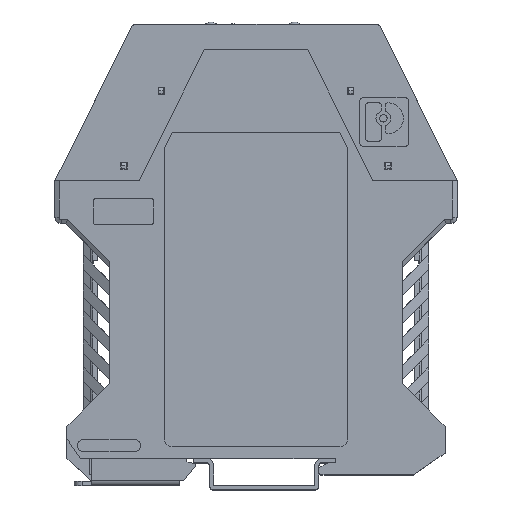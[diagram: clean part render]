
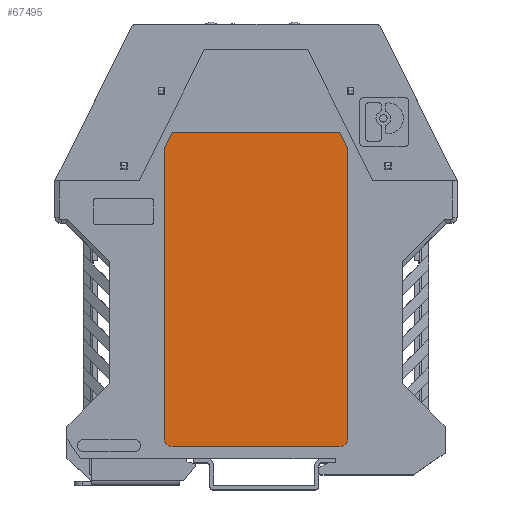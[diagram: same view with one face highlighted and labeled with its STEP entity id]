
A CAD part, top view. The second image highlights one B-rep face of the part: STEP entity #67495.
In plain terms, the highlighted planar face has unit normal (0, 0, 1).
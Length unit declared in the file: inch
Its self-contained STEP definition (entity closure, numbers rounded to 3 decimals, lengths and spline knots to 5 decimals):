
#1106 = VERTEX_POINT ( 'NONE', #3655 ) ;
#3655 = CARTESIAN_POINT ( 'NONE',  ( 0.89173, 3.3189, 0.43701 ) ) ;
#5394 = CIRCLE ( 'NONE', #17524, 0.07874 ) ;
#6198 = VECTOR ( 'NONE', #14878, 39.37008 ) ;
#6230 = ORIENTED_EDGE ( 'NONE', *, *, #69727, .T. ) ;
#6386 = FACE_OUTER_BOUND ( 'NONE', #26955, .T. ) ;
#11570 = LINE ( 'NONE', #68355, #77552 ) ;
#12058 = VECTOR ( 'NONE', #77474, 39.37008 ) ;
#12692 = CARTESIAN_POINT ( 'NONE',  ( 0.81299, 3.47638, 0.43701 ) ) ;
#13474 = EDGE_CURVE ( 'NONE', #34948, #46796, #50292, .T. ) ;
#13748 = CARTESIAN_POINT ( 'NONE',  ( 0.89173, 0.51181, 0.43701 ) ) ;
#14470 = VECTOR ( 'NONE', #29952, 39.37008 ) ;
#14878 = DIRECTION ( 'NONE',  ( -0.447, 0.894, 0. ) ) ;
#15156 = CARTESIAN_POINT ( 'NONE',  ( 0.89173, 3.3189, 0.43701 ) ) ;
#16514 = EDGE_CURVE ( 'NONE', #1106, #30629, #25174, .T. ) ;
#17441 = DIRECTION ( 'NONE',  ( 0., 0., 1. ) ) ;
#17524 = AXIS2_PLACEMENT_3D ( 'NONE', #19385, #64112, #25834 ) ;
#17840 = LINE ( 'NONE', #48653, #66814 ) ;
#18668 = CARTESIAN_POINT ( 'NONE',  ( -0.81299, 3.47638, 0.43701 ) ) ;
#19328 = CARTESIAN_POINT ( 'NONE',  ( -0.89173, 3.3189, 0.43701 ) ) ;
#19385 = CARTESIAN_POINT ( 'NONE',  ( -0.81299, 0.51181, 0.43701 ) ) ;
#21491 = PLANE ( 'NONE',  #76122 ) ;
#23383 = VERTEX_POINT ( 'NONE', #80455 ) ;
#23492 = CARTESIAN_POINT ( 'NONE',  ( -0.89173, 3.3189, 0.43701 ) ) ;
#24028 = CARTESIAN_POINT ( 'NONE',  ( 0.81299, 0.43307, 0.43701 ) ) ;
#25174 = LINE ( 'NONE', #15156, #6198 ) ;
#25510 = ORIENTED_EDGE ( 'NONE', *, *, #66247, .T. ) ;
#25834 = DIRECTION ( 'NONE',  ( 1., 0., 0. ) ) ;
#26955 = EDGE_LOOP ( 'NONE', ( #53722, #38651, #60928, #75749, #46771, #25510, #34341, #6230 ) ) ;
#27942 = DIRECTION ( 'NONE',  ( 0., 0., 1. ) ) ;
#29952 = DIRECTION ( 'NONE',  ( 0., -1., 0. ) ) ;
#30629 = VERTEX_POINT ( 'NONE', #12692 ) ;
#34341 = ORIENTED_EDGE ( 'NONE', *, *, #13474, .T. ) ;
#34948 = VERTEX_POINT ( 'NONE', #24028 ) ;
#38651 = ORIENTED_EDGE ( 'NONE', *, *, #54484, .T. ) ;
#44669 = EDGE_CURVE ( 'NONE', #23383, #59886, #5394, .T. ) ;
#46771 = ORIENTED_EDGE ( 'NONE', *, *, #44669, .T. ) ;
#46796 = VERTEX_POINT ( 'NONE', #57240 ) ;
#46938 = CARTESIAN_POINT ( 'NONE',  ( 0.25455, 3.3053, 0.43701 ) ) ;
#48653 = CARTESIAN_POINT ( 'NONE',  ( 0.81299, 3.47638, 0.43701 ) ) ;
#48670 = LINE ( 'NONE', #78271, #63660 ) ;
#50013 = DIRECTION ( 'NONE',  ( -1., 0., 0. ) ) ;
#50031 = AXIS2_PLACEMENT_3D ( 'NONE', #55725, #17441, #62156 ) ;
#50292 = CIRCLE ( 'NONE', #50031, 0.07874 ) ;
#52843 = DIRECTION ( 'NONE',  ( -0.447, -0.894, 0. ) ) ;
#53722 = ORIENTED_EDGE ( 'NONE', *, *, #16514, .T. ) ;
#54484 = EDGE_CURVE ( 'NONE', #30629, #80976, #17840, .T. ) ;
#55725 = CARTESIAN_POINT ( 'NONE',  ( 0.81299, 0.51181, 0.43701 ) ) ;
#57240 = CARTESIAN_POINT ( 'NONE',  ( 0.89173, 0.51181, 0.43701 ) ) ;
#57386 = VERTEX_POINT ( 'NONE', #19328 ) ;
#57788 = EDGE_CURVE ( 'NONE', #57386, #23383, #65469, .T. ) ;
#59886 = VERTEX_POINT ( 'NONE', #64515 ) ;
#60928 = ORIENTED_EDGE ( 'NONE', *, *, #63305, .T. ) ;
#62156 = DIRECTION ( 'NONE',  ( 1., 0., 0. ) ) ;
#63305 = EDGE_CURVE ( 'NONE', #80976, #57386, #48670, .T. ) ;
#63660 = VECTOR ( 'NONE', #52843, 39.37008 ) ;
#64112 = DIRECTION ( 'NONE',  ( 0., 0., 1. ) ) ;
#64515 = CARTESIAN_POINT ( 'NONE',  ( -0.81299, 0.43307, 0.43701 ) ) ;
#65469 = LINE ( 'NONE', #23492, #14470 ) ;
#66247 = EDGE_CURVE ( 'NONE', #59886, #34948, #11570, .T. ) ;
#66814 = VECTOR ( 'NONE', #50013, 39.37008 ) ;
#67495 = ADVANCED_FACE ( 'NONE', ( #6386 ), #21491, .T. ) ;
#68355 = CARTESIAN_POINT ( 'NONE',  ( -0.81299, 0.43307, 0.43701 ) ) ;
#69727 = EDGE_CURVE ( 'NONE', #46796, #1106, #78049, .T. ) ;
#72615 = DIRECTION ( 'NONE',  ( 1., 0., 0. ) ) ;
#75749 = ORIENTED_EDGE ( 'NONE', *, *, #57788, .T. ) ;
#76122 = AXIS2_PLACEMENT_3D ( 'NONE', #46938, #27942, #72615 ) ;
#77474 = DIRECTION ( 'NONE',  ( 0., 1., 0. ) ) ;
#77552 = VECTOR ( 'NONE', #81809, 39.37008 ) ;
#78049 = LINE ( 'NONE', #13748, #12058 ) ;
#78271 = CARTESIAN_POINT ( 'NONE',  ( -0.81299, 3.47638, 0.43701 ) ) ;
#80455 = CARTESIAN_POINT ( 'NONE',  ( -0.89173, 0.51181, 0.43701 ) ) ;
#80976 = VERTEX_POINT ( 'NONE', #18668 ) ;
#81809 = DIRECTION ( 'NONE',  ( 1., 0., 0. ) ) ;
